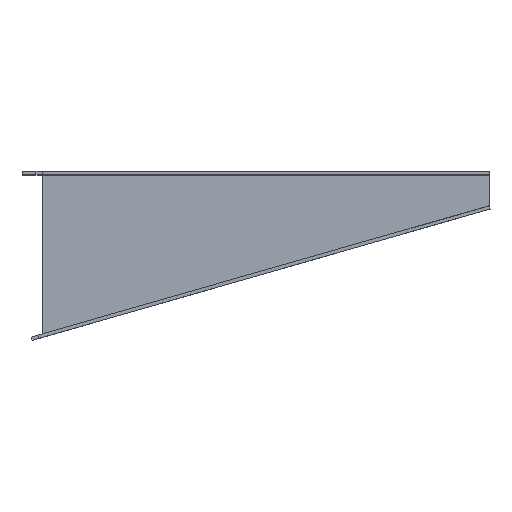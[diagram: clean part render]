
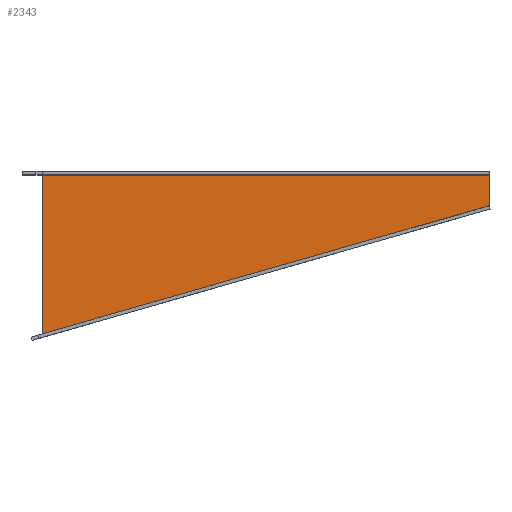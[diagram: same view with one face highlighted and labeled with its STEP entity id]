
A CAD part, top view. The second image highlights one B-rep face of the part: STEP entity #2343.
In plain terms, the highlighted planar face has unit normal (0, 0, 1).
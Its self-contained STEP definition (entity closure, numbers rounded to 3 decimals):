
#7 = B_SPLINE_CURVE_WITH_KNOTS ( 'NONE', 3,
 ( #1323, #2464, #344, #1707 ),
 .UNSPECIFIED., .F., .F.,
 ( 4, 4 ),
 ( 0., 1. ),
 .UNSPECIFIED. ) ;
#61 = VERTEX_POINT ( 'NONE', #157 ) ;
#75 = CARTESIAN_POINT ( 'NONE',  ( 0., 2.611, 2.5 ) ) ;
#126 = EDGE_LOOP ( 'NONE', ( #192, #951, #284, #2466 ) ) ;
#157 = CARTESIAN_POINT ( 'NONE',  ( 0., 2.611, 2.5 ) ) ;
#192 = ORIENTED_EDGE ( 'NONE', *, *, #501, .T. ) ;
#284 = ORIENTED_EDGE ( 'NONE', *, *, #1550, .T. ) ;
#344 = CARTESIAN_POINT ( 'NONE',  ( 213.333, 116.249, 2.5 ) ) ;
#419 = VECTOR ( 'NONE', #1258, 1000. ) ;
#433 = CARTESIAN_POINT ( 'NONE',  ( 320., 116.249, 2.5 ) ) ;
#501 = EDGE_CURVE ( 'NONE', #2153, #865, #2474, .T. ) ;
#719 = FACE_OUTER_BOUND ( 'NONE', #126, .T. ) ;
#865 = VERTEX_POINT ( 'NONE', #433 ) ;
#951 = ORIENTED_EDGE ( 'NONE', *, *, #2369, .F. ) ;
#1034 = LINE ( 'NONE', #1684, #2056 ) ;
#1113 = CARTESIAN_POINT ( 'NONE',  ( 0., 118.759, 2.5 ) ) ;
#1258 = DIRECTION ( 'NONE',  ( 0., -1., 0. ) ) ;
#1275 = DIRECTION ( 'NONE',  ( 0., 1., 0. ) ) ;
#1301 = DIRECTION ( 'NONE',  ( 0.961, 0.276, 0. ) ) ;
#1315 = AXIS2_PLACEMENT_3D ( 'NONE', #1113, #2460, #1319 ) ;
#1319 = DIRECTION ( 'NONE',  ( 1., 0., 0. ) ) ;
#1323 = CARTESIAN_POINT ( 'NONE',  ( 0., 116.249, 2.5 ) ) ;
#1510 = VERTEX_POINT ( 'NONE', #1810 ) ;
#1550 = EDGE_CURVE ( 'NONE', #1510, #61, #2415, .T. ) ;
#1684 = CARTESIAN_POINT ( 'NONE',  ( 320., 94.37, 2.5 ) ) ;
#1692 = PLANE ( 'NONE',  #1315 ) ;
#1707 = CARTESIAN_POINT ( 'NONE',  ( 320., 116.249, 2.5 ) ) ;
#1794 = VECTOR ( 'NONE', #1275, 1000. ) ;
#1810 = CARTESIAN_POINT ( 'NONE',  ( 0., 116.249, 2.5 ) ) ;
#2056 = VECTOR ( 'NONE', #1301, 1000. ) ;
#2153 = VERTEX_POINT ( 'NONE', #2232 ) ;
#2232 = CARTESIAN_POINT ( 'NONE',  ( 320., 94.37, 2.5 ) ) ;
#2255 = EDGE_CURVE ( 'NONE', #61, #2153, #1034, .T. ) ;
#2343 = ADVANCED_FACE ( 'NONE', ( #719 ), #1692, .T. ) ;
#2369 = EDGE_CURVE ( 'NONE', #1510, #865, #7, .T. ) ;
#2415 = LINE ( 'NONE', #75, #419 ) ;
#2422 = CARTESIAN_POINT ( 'NONE',  ( 320., 118.759, 2.5 ) ) ;
#2460 = DIRECTION ( 'NONE',  ( 0., 0., 1. ) ) ;
#2464 = CARTESIAN_POINT ( 'NONE',  ( 106.667, 116.249, 2.5 ) ) ;
#2466 = ORIENTED_EDGE ( 'NONE', *, *, #2255, .T. ) ;
#2474 = LINE ( 'NONE', #2422, #1794 ) ;
